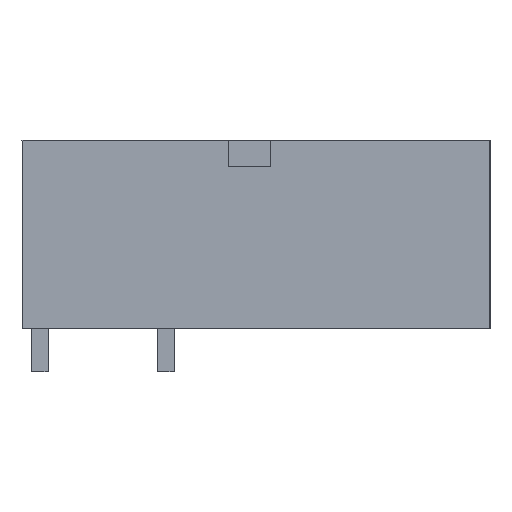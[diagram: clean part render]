
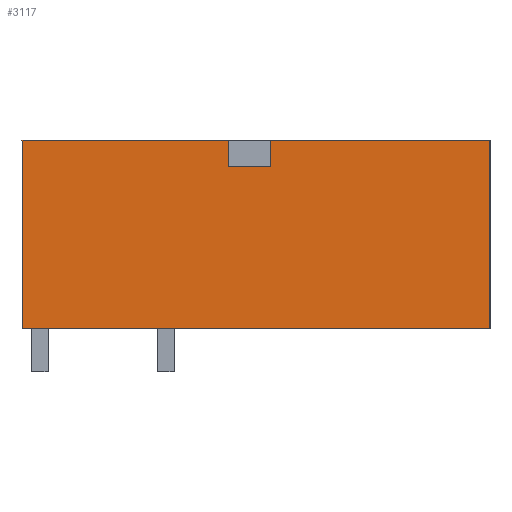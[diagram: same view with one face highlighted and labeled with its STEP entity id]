
A CAD part, left-side view. The second image highlights one B-rep face of the part: STEP entity #3117.
In plain terms, the highlighted planar face has unit normal (-1, 0, 0).
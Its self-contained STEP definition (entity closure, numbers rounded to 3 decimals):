
#3081=AXIS2_PLACEMENT_3D('Plane Axis2P3D',#3078,#3079,#3080) ;
#779=CARTESIAN_POINT('Vertex',(0.,28.3,14.)) ;
#782=CARTESIAN_POINT('Line Origine',(0.,22.05,14.)) ;
#786=CARTESIAN_POINT('Vertex',(0.,15.8,14.)) ;
#821=CARTESIAN_POINT('Vertex',(0.,13.3,14.)) ;
#824=CARTESIAN_POINT('Line Origine',(0.,6.65,14.)) ;
#828=CARTESIAN_POINT('Vertex',(0.,0.,14.)) ;
#1824=CARTESIAN_POINT('Vertex',(0.,0.,2.6)) ;
#1827=CARTESIAN_POINT('Line Origine',(0.,14.15,2.6)) ;
#1831=CARTESIAN_POINT('Vertex',(0.,28.3,2.6)) ;
#3061=CARTESIAN_POINT('Line Origine',(0.,28.3,8.3)) ;
#3078=CARTESIAN_POINT('Axis2P3D Location',(0.,15.8,2.7)) ;
#3083=CARTESIAN_POINT('Line Origine',(0.,13.3,13.2)) ;
#3087=CARTESIAN_POINT('Vertex',(0.,13.3,12.4)) ;
#3090=CARTESIAN_POINT('Line Origine',(0.,14.55,12.4)) ;
#3094=CARTESIAN_POINT('Vertex',(0.,15.8,12.4)) ;
#3097=CARTESIAN_POINT('Line Origine',(0.,15.8,13.2)) ;
#3102=CARTESIAN_POINT('Line Origine',(0.,0.,8.3)) ;
#783=DIRECTION('Vector Direction',(0.,1.,0.)) ;
#825=DIRECTION('Vector Direction',(0.,1.,0.)) ;
#1828=DIRECTION('Vector Direction',(0.,-1.,0.)) ;
#3062=DIRECTION('Vector Direction',(0.,0.,-1.)) ;
#3079=DIRECTION('Axis2P3D Direction',(1.,0.,0.)) ;
#3080=DIRECTION('Axis2P3D XDirection',(0.,0.,1.)) ;
#3084=DIRECTION('Vector Direction',(0.,0.,-1.)) ;
#3091=DIRECTION('Vector Direction',(0.,-1.,0.)) ;
#3098=DIRECTION('Vector Direction',(0.,0.,-1.)) ;
#3103=DIRECTION('Vector Direction',(0.,0.,1.)) ;
#784=VECTOR('Line Direction',#783,1.) ;
#826=VECTOR('Line Direction',#825,1.) ;
#1829=VECTOR('Line Direction',#1828,1.) ;
#3063=VECTOR('Line Direction',#3062,1.) ;
#3085=VECTOR('Line Direction',#3084,1.) ;
#3092=VECTOR('Line Direction',#3091,1.) ;
#3099=VECTOR('Line Direction',#3098,1.) ;
#3104=VECTOR('Line Direction',#3103,1.) ;
#3108=ORIENTED_EDGE('',*,*,#3089,.T.) ;
#3109=ORIENTED_EDGE('',*,*,#3096,.F.) ;
#3110=ORIENTED_EDGE('',*,*,#3101,.F.) ;
#3111=ORIENTED_EDGE('',*,*,#788,.T.) ;
#3112=ORIENTED_EDGE('',*,*,#3065,.T.) ;
#3113=ORIENTED_EDGE('',*,*,#1833,.T.) ;
#3114=ORIENTED_EDGE('',*,*,#3106,.T.) ;
#3115=ORIENTED_EDGE('',*,*,#830,.T.) ;
#3117=ADVANCED_FACE('main body',(#3116),#3082,.F.) ;
#788=EDGE_CURVE('',#787,#780,#785,.T.) ;
#830=EDGE_CURVE('',#829,#822,#827,.T.) ;
#1833=EDGE_CURVE('',#1832,#1825,#1830,.T.) ;
#3065=EDGE_CURVE('',#780,#1832,#3064,.T.) ;
#3089=EDGE_CURVE('',#822,#3088,#3086,.T.) ;
#3096=EDGE_CURVE('',#3095,#3088,#3093,.T.) ;
#3101=EDGE_CURVE('',#787,#3095,#3100,.T.) ;
#3106=EDGE_CURVE('',#1825,#829,#3105,.T.) ;
#3107=EDGE_LOOP('',(#3108,#3109,#3110,#3111,#3112,#3113,#3114,#3115)) ;
#3116=FACE_OUTER_BOUND('',#3107,.T.) ;
#785=LINE('Line',#782,#784) ;
#827=LINE('Line',#824,#826) ;
#1830=LINE('Line',#1827,#1829) ;
#3064=LINE('Line',#3061,#3063) ;
#3086=LINE('Line',#3083,#3085) ;
#3093=LINE('Line',#3090,#3092) ;
#3100=LINE('Line',#3097,#3099) ;
#3105=LINE('Line',#3102,#3104) ;
#3082=PLANE('',#3081) ;
#780=VERTEX_POINT('',#779) ;
#787=VERTEX_POINT('',#786) ;
#822=VERTEX_POINT('',#821) ;
#829=VERTEX_POINT('',#828) ;
#1825=VERTEX_POINT('',#1824) ;
#1832=VERTEX_POINT('',#1831) ;
#3088=VERTEX_POINT('',#3087) ;
#3095=VERTEX_POINT('',#3094) ;
